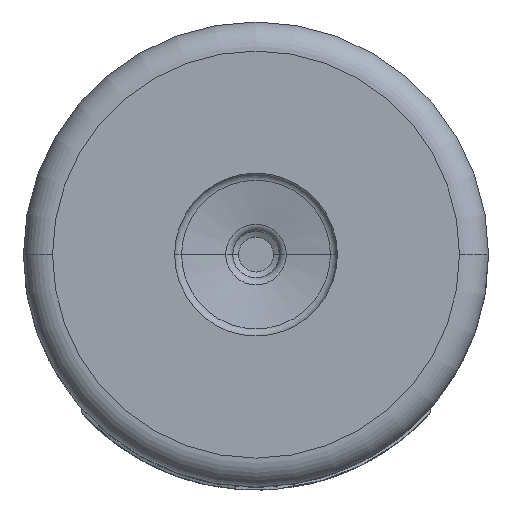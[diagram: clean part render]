
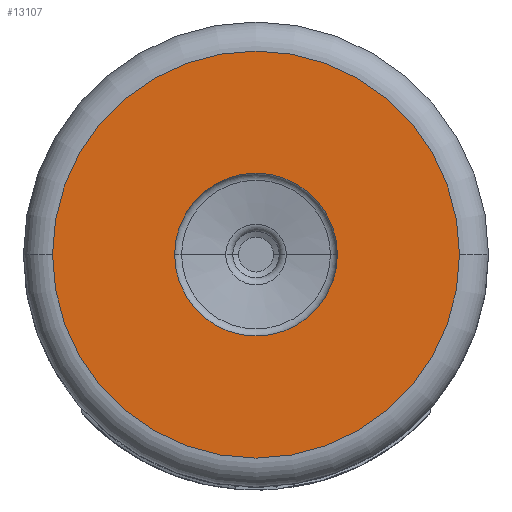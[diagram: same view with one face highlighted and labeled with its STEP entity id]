
A CAD part, front view. The second image highlights one B-rep face of the part: STEP entity #13107.
In plain terms, the highlighted planar face has unit normal (0, -1, 0).
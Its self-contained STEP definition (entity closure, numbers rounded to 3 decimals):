
#1883=CARTESIAN_POINT('',(0.,-4.,0.));
#1884=DIRECTION('',(0.,-1.,0.));
#1885=DIRECTION('',(1.,0.,0.));
#1886=AXIS2_PLACEMENT_3D('',#1883,#1884,#1885);
#1898=CARTESIAN_POINT('',(0.,-4.,0.));
#1899=DIRECTION('',(0.,-1.,0.));
#1900=DIRECTION('',(-1.,0.,0.));
#1901=AXIS2_PLACEMENT_3D('',#1898,#1899,#1900);
#1903=CARTESIAN_POINT('',(0.,-4.,0.));
#1904=DIRECTION('',(0.,-1.,0.));
#1905=DIRECTION('',(1.,0.,0.));
#1906=AXIS2_PLACEMENT_3D('',#1903,#1904,#1905);
#1908=CARTESIAN_POINT('',(0.,-4.,0.));
#1909=DIRECTION('',(0.,-1.,0.));
#1910=DIRECTION('',(-1.,0.,0.));
#1911=AXIS2_PLACEMENT_3D('',#1908,#1909,#1910);
#11119=CARTESIAN_POINT('',(-1.4,-4.,0.));
#11120=CARTESIAN_POINT('',(1.4,-4.,0.));
#11121=VERTEX_POINT('',#11119);
#11122=VERTEX_POINT('',#11120);
#11123=CARTESIAN_POINT('',(3.5,-4.,0.));
#11124=CARTESIAN_POINT('',(-3.5,-4.,0.));
#11125=VERTEX_POINT('',#11123);
#11126=VERTEX_POINT('',#11124);
#13091=CARTESIAN_POINT('',(0.,-4.,0.));
#13092=DIRECTION('',(0.,1.,0.));
#13093=DIRECTION('',(1.,0.,0.));
#13094=AXIS2_PLACEMENT_3D('',#13091,#13092,#13093);
#13095=PLANE('',#13094);
#13096=ORIENTED_EDGE('',*,*,#13081,.F.);
#13098=ORIENTED_EDGE('',*,*,#13097,.F.);
#13099=EDGE_LOOP('',(#13096,#13098));
#13100=FACE_OUTER_BOUND('',#13099,.F.);
#13102=ORIENTED_EDGE('',*,*,#13101,.T.);
#13104=ORIENTED_EDGE('',*,*,#13103,.T.);
#13105=EDGE_LOOP('',(#13102,#13104));
#13106=FACE_BOUND('',#13105,.F.);
#13107=ADVANCED_FACE('',(#13100,#13106),#13095,.F.);
#1887=CIRCLE('',#1886,3.5);
#1902=CIRCLE('',#1901,1.4);
#1907=CIRCLE('',#1906,1.4);
#1912=CIRCLE('',#1911,3.5);
#13081=EDGE_CURVE('',#11125,#11126,#1887,.T.);
#13097=EDGE_CURVE('',#11126,#11125,#1912,.T.);
#13101=EDGE_CURVE('',#11121,#11122,#1902,.T.);
#13103=EDGE_CURVE('',#11122,#11121,#1907,.T.);
